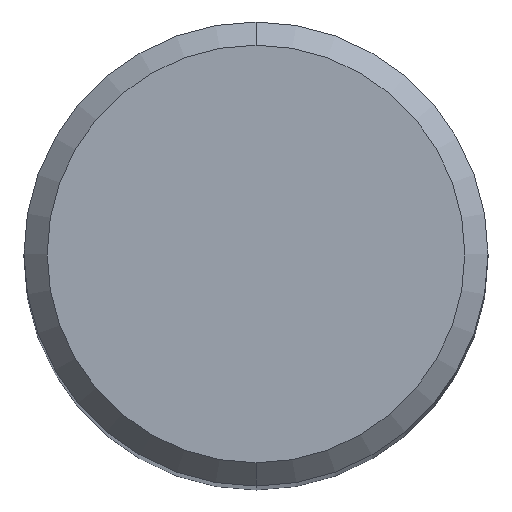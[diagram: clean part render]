
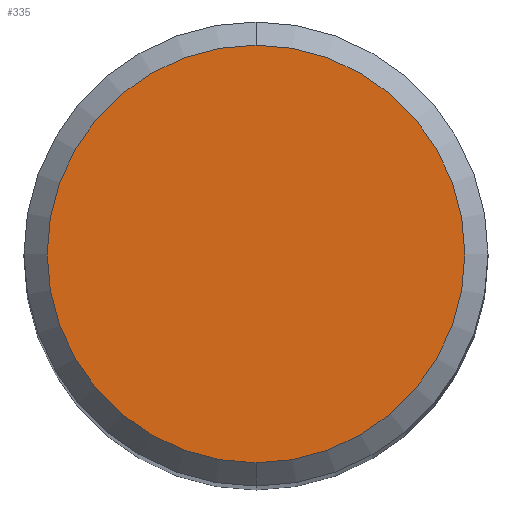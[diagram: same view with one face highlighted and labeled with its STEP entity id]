
A CAD part, top view. The second image highlights one B-rep face of the part: STEP entity #335.
In plain terms, the highlighted planar face has unit normal (0, 0, 1).
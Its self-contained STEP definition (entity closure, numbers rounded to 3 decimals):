
#239=EDGE_CURVE('',#299,#287,#550,.T.);
#287=VERTEX_POINT('',#603);
#299=VERTEX_POINT('',#615);
#335=ADVANCED_FACE('',(#658),#659,.T.);
#363=EDGE_CURVE('',#287,#299,#689,.T.);
#550=CIRCLE('',#946,5.4);
#603=CARTESIAN_POINT('',(0.0,5.4,0.0));
#615=CARTESIAN_POINT('',(0.,-5.4,0.0));
#658=FACE_OUTER_BOUND('',#1144,.T.);
#659=PLANE('',#1145);
#689=CIRCLE('',#1245,5.4);
#946=AXIS2_PLACEMENT_3D('',#1564,#1565,#1566);
#1144=EDGE_LOOP('',(#1716,#1717));
#1145=AXIS2_PLACEMENT_3D('',#1718,#1719,#1720);
#1245=AXIS2_PLACEMENT_3D('',#1751,#1752,#1753);
#1564=CARTESIAN_POINT('',(0.0,0.0,0.0));
#1565=DIRECTION('',(0.0,0.0,-1.0));
#1566=DIRECTION('',(0.0,1.0,0.0));
#1716=ORIENTED_EDGE('',*,*,#363,.F.);
#1717=ORIENTED_EDGE('',*,*,#239,.F.);
#1718=CARTESIAN_POINT('',(0.0,2.7,0.0));
#1719=DIRECTION('',(-0.0,0.0,1.0));
#1720=DIRECTION('',(0.0,-1.0,0.0));
#1751=CARTESIAN_POINT('',(0.0,0.0,0.0));
#1752=DIRECTION('',(0.0,0.0,-1.0));
#1753=DIRECTION('',(0.0,1.0,0.0));
